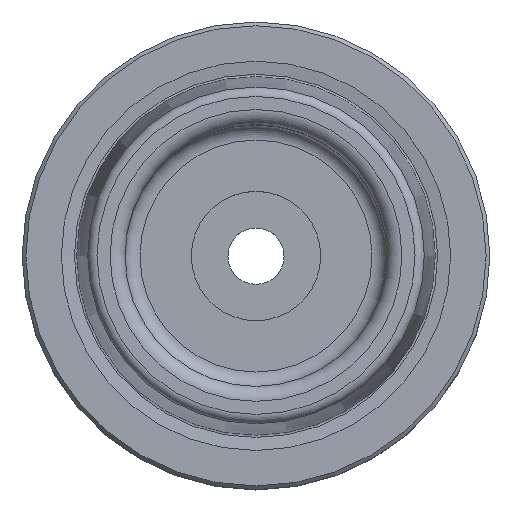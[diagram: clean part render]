
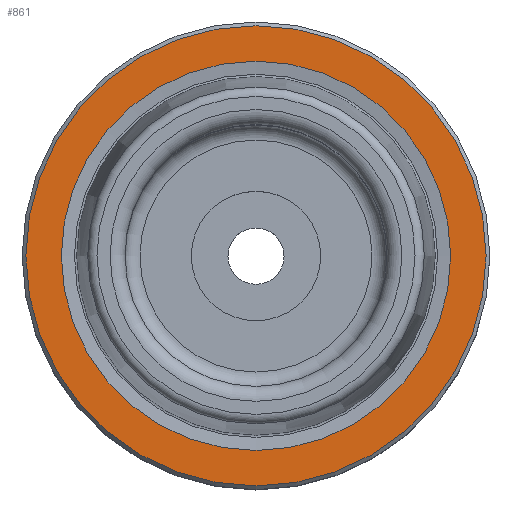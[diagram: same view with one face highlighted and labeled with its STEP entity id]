
A CAD part, top view. The second image highlights one B-rep face of the part: STEP entity #861.
In plain terms, the highlighted planar face has unit normal (0, 0, 1).
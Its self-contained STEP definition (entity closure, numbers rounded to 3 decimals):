
#38=PLANE('',#937);
#100=ORIENTED_EDGE('',*,*,#175,.T.);
#101=ORIENTED_EDGE('',*,*,#174,.F.);
#174=EDGE_CURVE('',#222,#222,#270,.T.);
#175=EDGE_CURVE('',#223,#223,#271,.T.);
#222=VERTEX_POINT('',#1250);
#223=VERTEX_POINT('',#1253);
#270=CIRCLE('',#936,10.405);
#271=CIRCLE('',#938,12.3);
#340=EDGE_LOOP('',(#100));
#341=EDGE_LOOP('',(#101));
#436=FACE_BOUND('',#340,.T.);
#437=FACE_BOUND('',#341,.T.);
#861=ADVANCED_FACE('',(#436,#437),#38,.T.);
#936=AXIS2_PLACEMENT_3D('',#1249,#1078,#1079);
#937=AXIS2_PLACEMENT_3D('',#1251,#1080,#1081);
#938=AXIS2_PLACEMENT_3D('',#1252,#1082,#1083);
#1078=DIRECTION('',(0.,0.,1.));
#1079=DIRECTION('',(1.,0.,0.));
#1080=DIRECTION('',(0.,0.,1.));
#1081=DIRECTION('',(1.,0.,0.));
#1082=DIRECTION('',(0.,0.,1.));
#1083=DIRECTION('',(1.,0.,0.));
#1249=CARTESIAN_POINT('',(0.,0.,0.));
#1250=CARTESIAN_POINT('',(10.405,0.,0.));
#1251=CARTESIAN_POINT('',(10.405,0.,0.));
#1252=CARTESIAN_POINT('',(0.,0.,0.));
#1253=CARTESIAN_POINT('',(12.3,0.,0.));
